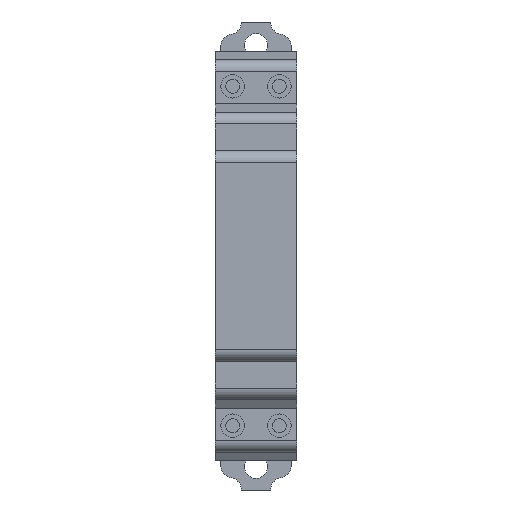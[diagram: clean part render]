
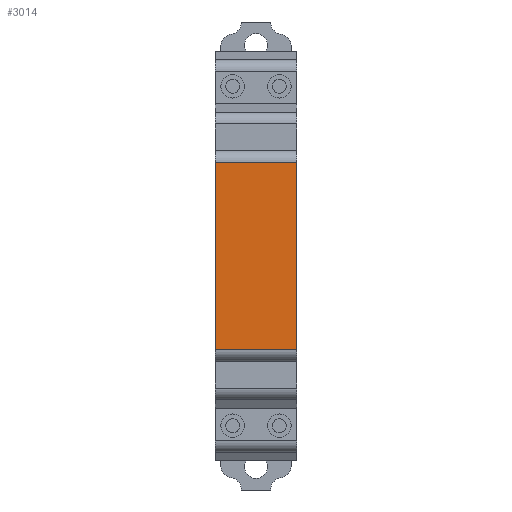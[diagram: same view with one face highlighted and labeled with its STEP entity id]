
A CAD part, left-side view. The second image highlights one B-rep face of the part: STEP entity #3014.
In plain terms, the highlighted planar face has unit normal (-1, 0, 0).
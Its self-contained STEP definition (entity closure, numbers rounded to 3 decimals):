
#2951=CARTESIAN_POINT('POINT186',(-66.04,-8.89,
   -20.32));
#2952=VERTEX_POINT('VERTEX186',#2951);
#2960=CARTESIAN_POINT('POINT187',(-66.04,8.89,
   -20.32));
#2961=VERTEX_POINT('VERTEX187',#2960);
#2962=CARTESIAN_POINT('POS347',(-66.04,8.89,
   -20.32));
#2963=DIRECTION('DIR469',(0.,-1.,0.));
#2964=VECTOR('VEC225',#2963,25.4);
#2965=LINE('STRAIGHT225',#2962,#2964);
#2966=EDGE_CURVE('EDGE273',#2961,#2952,#2965,.T.);
#2984=CARTESIAN_POINT('POINT188',(-66.04,-8.89,
   20.32));
#2985=VERTEX_POINT('VERTEX188',#2984);
#2986=CARTESIAN_POINT('POS350',(-66.04,-8.89,
   -20.32));
#2987=DIRECTION('DIR474',(0.,0.,1.));
#2988=VECTOR('VEC226',#2987,25.4);
#2989=LINE('STRAIGHT226',#2986,#2988);
#2990=EDGE_CURVE('EDGE275',#2952,#2985,#2989,.T.);
#2991=ORIENTED_EDGE('COEDGE483',*,*,#2990,.T.);
#2992=CARTESIAN_POINT('POINT189',(-66.04,8.89,
   20.32));
#2993=VERTEX_POINT('VERTEX189',#2992);
#2994=CARTESIAN_POINT('POS351',(-66.04,8.89,
   20.32));
#2995=DIRECTION('DIR475',(0.,-1.,0.));
#2996=VECTOR('VEC227',#2995,25.4);
#2997=LINE('STRAIGHT227',#2994,#2996);
#2998=EDGE_CURVE('EDGE276',#2993,#2985,#2997,.T.);
#2999=ORIENTED_EDGE('COEDGE484',*,*,#2998,.F.);
#3000=CARTESIAN_POINT('POS352',(-66.04,8.89,
   -20.32));
#3001=DIRECTION('DIR476',(0.,0.,1.));
#3002=VECTOR('VEC228',#3001,25.4);
#3003=LINE('STRAIGHT228',#3000,#3002);
#3004=EDGE_CURVE('EDGE277',#2961,#2993,#3003,.T.);
#3005=ORIENTED_EDGE('COEDGE485',*,*,#3004,.F.);
#3006=ORIENTED_EDGE('COEDGE486',*,*,#2966,.T.);
#3007=EDGE_LOOP('NONE',(#2991,#2999,#3005,#3006));
#3008=FACE_BOUND('LOOP1',#3007,.T.);
#3009=CARTESIAN_POINT('POS353',(-66.04,8.89,
   -20.32));
#3010=DIRECTION('DIR477',(-1.,0.,0.));
#3011=DIRECTION('DIR478',(0.,1.,0.));
#3012=AXIS2_PLACEMENT_3D('AXIS125',#3009,#3010,#3011);
#3013=PLANE('PLANE74',#3012);
#3014=ADVANCED_FACE('FACE104',(#3008),#3013,.T.);
